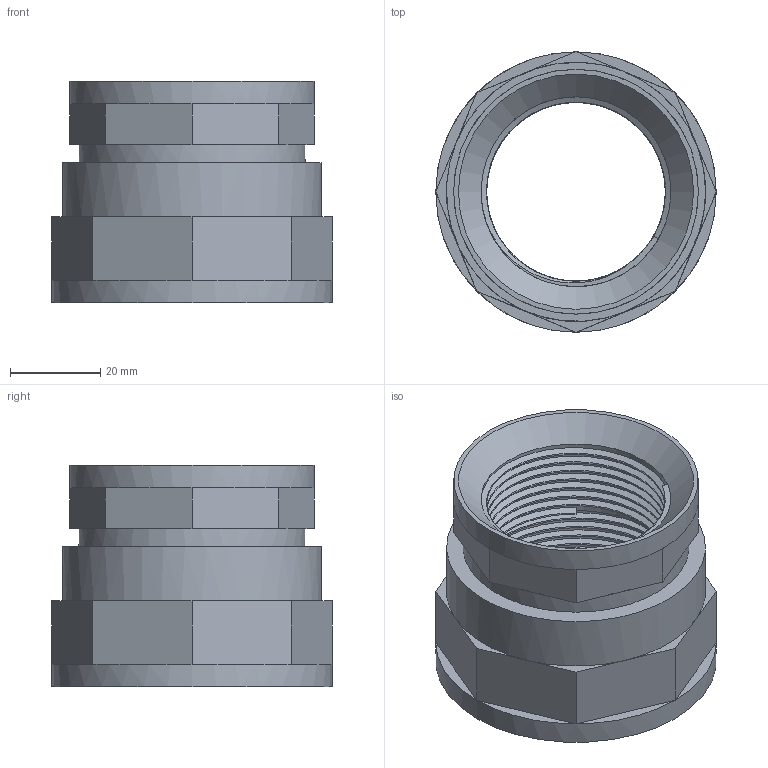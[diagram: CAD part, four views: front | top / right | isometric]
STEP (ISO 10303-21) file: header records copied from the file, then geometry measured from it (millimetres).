
FILE_DESCRIPTION (( 'STEP AP203' ), '1' );
FILE_NAME ('00232_1109.STEP', '2017-07-14T12:15:08', ( '' ), ( '' ), 'SwSTEP 2.0', 'SolidWorks 2011', '' );
FILE_SCHEMA (( 'CONFIG_CONTROL_DESIGN' ));
Length unit declared in the file: millimetre
Products named in the file (1): 00232_1109
Bounding box: 62 x 62 x 49 mm (x, y, z)
Volume: 41958.5 mm3; surface area: 29407.9 mm2
Topology: 2 solids, 2 shells, 72 faces, 145 edges, 80 vertices
Faces by surface type: plane 56, bspline 8, cylinder 6, cone 2
Full cylindrical faces by diameter (mm): 42 x1, 48 x1, 50 x1, 54.12 x1, 57.281 x1, 62 x1
Entity records: 6665 total; most frequent: CARTESIAN_POINT 5223, DIRECTION 284, ORIENTED_EDGE 266, EDGE_CURVE 133, AXIS2_PLACEMENT_3D 108, EDGE_LOOP 85, FACE_OUTER_BOUND 78, VERTEX_POINT 76
